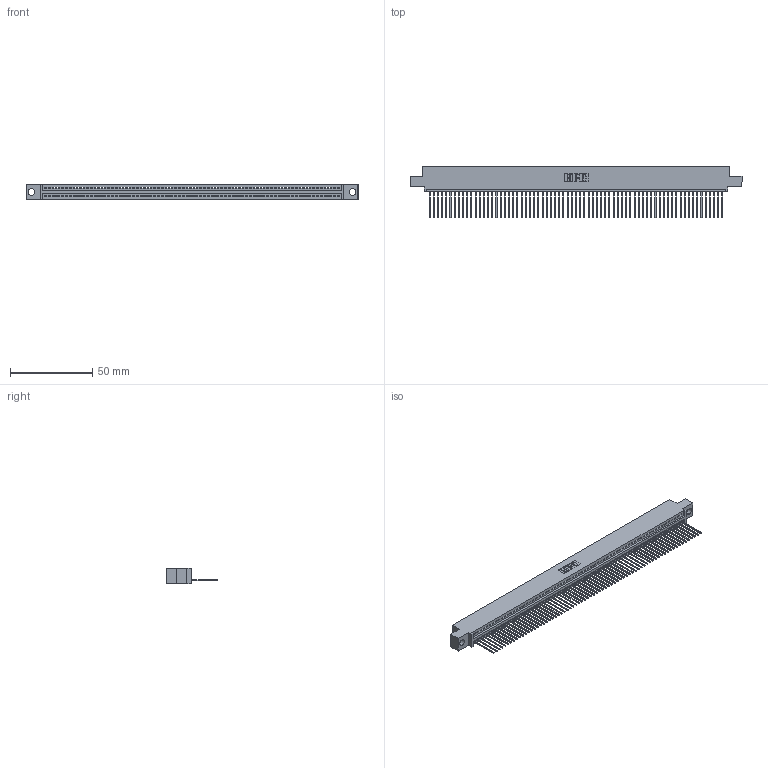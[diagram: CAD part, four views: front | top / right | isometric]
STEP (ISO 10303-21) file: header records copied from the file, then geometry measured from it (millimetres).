
FILE_DESCRIPTION (( 'STEP AP203' ), '1' );
FILE_NAME ('395-071-542-404.STEP', '2019-10-26T06:00:54', ( '' ), ( '' ), 'SwSTEP 2.0', 'SolidWorks 2016', '' );
FILE_SCHEMA (( 'CONFIG_CONTROL_DESIGN' ));
Length unit declared in the file: inch
Products named in the file (3): 395-071-542-404; 345-292-001_345-293-142; 345 Part_0.110 Offset - 0.156 Dia-TH
Assembly tree (72 placements, depth 2):
  395-071-542-404
    345 Part_0.110 Offset - 0.156 Dia-TH
    345-292-001_345-293-142  x71
Bounding box: 201.55 x 31.29 x 9.4 mm (x, y, z)
Volume: 19377.6 mm3; surface area: 27034.9 mm2
Topology: 72 solids, 72 shells, 4248 faces, 12849 edges, 8470 vertices
Faces by surface type: plane 2924, cylinder 1324
Entity records: 49685 total; most frequent: ORIENTED_EDGE 8618, CARTESIAN_POINT 8613, DIRECTION 7479, EDGE_CURVE 4309, LINE 3893, VECTOR 3893, VERTEX_POINT 2870, AXIS2_PLACEMENT_3D 1793
